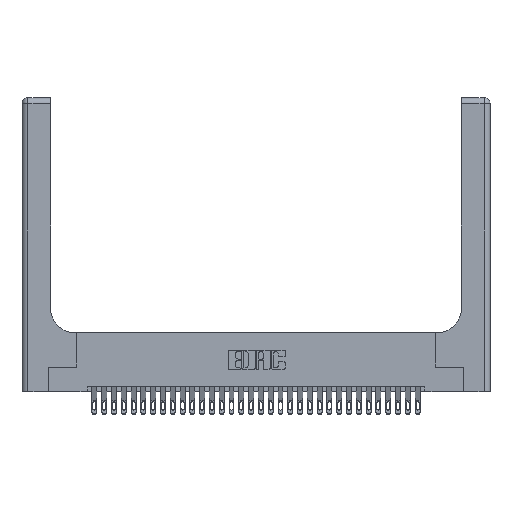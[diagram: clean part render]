
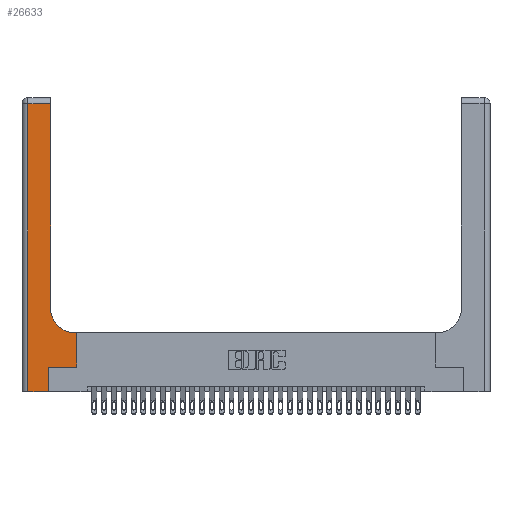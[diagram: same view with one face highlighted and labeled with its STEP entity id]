
A CAD part, top view. The second image highlights one B-rep face of the part: STEP entity #26633.
In plain terms, the highlighted planar face has unit normal (0, 0, 1).
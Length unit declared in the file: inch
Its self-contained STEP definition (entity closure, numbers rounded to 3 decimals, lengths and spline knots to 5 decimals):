
#3 = DIRECTION ( 'NONE',  ( 0., -1., 0. ) ) ;
#650 = CARTESIAN_POINT ( 'NONE',  ( 0.5585, 0.25, 0.37 ) ) ;
#1535 = LINE ( 'NONE', #29419, #25645 ) ;
#1579 = ORIENTED_EDGE ( 'NONE', *, *, #17303, .T. ) ;
#1965 = ORIENTED_EDGE ( 'NONE', *, *, #10319, .T. ) ;
#2466 = DIRECTION ( 'NONE',  ( -1., 0., 0. ) ) ;
#2579 = ORIENTED_EDGE ( 'NONE', *, *, #33215, .T. ) ;
#2687 = DIRECTION ( 'NONE',  ( -1., 0., 0. ) ) ;
#3612 = CARTESIAN_POINT ( 'NONE',  ( 0.5415, 0.6, 0.37 ) ) ;
#3625 = EDGE_CURVE ( 'NONE', #28702, #15407, #14908, .T. ) ;
#4131 = CARTESIAN_POINT ( 'NONE',  ( 0.269, 0.25, 0.37 ) ) ;
#4519 = DIRECTION ( 'NONE',  ( 1., 0., 0. ) ) ;
#4848 = CARTESIAN_POINT ( 'NONE',  ( 0.5415, 0.85, 0.37 ) ) ;
#5277 = ORIENTED_EDGE ( 'NONE', *, *, #29049, .T. ) ;
#5731 = DIRECTION ( 'NONE',  ( 0., 1., 0. ) ) ;
#5785 = AXIS2_PLACEMENT_3D ( 'NONE', #4848, #15171, #4519 ) ;
#6129 = CARTESIAN_POINT ( 'NONE',  ( 0.06, 2.94, 0.37 ) ) ;
#6795 = DIRECTION ( 'NONE',  ( 1., 0., 0. ) ) ;
#7125 = VECTOR ( 'NONE', #19783, 39.37008 ) ;
#7657 = CARTESIAN_POINT ( 'NONE',  ( 0.06, 3., 0.37 ) ) ;
#7936 = EDGE_CURVE ( 'NONE', #15407, #17154, #9015, .T. ) ;
#9015 = CIRCLE ( 'NONE', #5785, 0.25 ) ;
#9174 = LINE ( 'NONE', #15193, #20455 ) ;
#9237 = EDGE_LOOP ( 'NONE', ( #1579, #2579, #1965, #20473, #31546, #13332, #5277, #13634, #22008 ) ) ;
#9687 = CARTESIAN_POINT ( 'NONE',  ( 0.06, 0., 0.37 ) ) ;
#9891 = CARTESIAN_POINT ( 'NONE',  ( 0.5585, 0.6, 0.37 ) ) ;
#10319 = EDGE_CURVE ( 'NONE', #24474, #21489, #13907, .T. ) ;
#10364 = PLANE ( 'NONE',  #30199 ) ;
#10612 = VERTEX_POINT ( 'NONE', #28818 ) ;
#11955 = VERTEX_POINT ( 'NONE', #23731 ) ;
#12592 = LINE ( 'NONE', #25865, #25064 ) ;
#12631 = LINE ( 'NONE', #650, #17509 ) ;
#12929 = DIRECTION ( 'NONE',  ( -1., 0., 0. ) ) ;
#13332 = ORIENTED_EDGE ( 'NONE', *, *, #16202, .T. ) ;
#13501 = VECTOR ( 'NONE', #3, 39.37008 ) ;
#13634 = ORIENTED_EDGE ( 'NONE', *, *, #3625, .T. ) ;
#13907 = LINE ( 'NONE', #7657, #13501 ) ;
#13947 = DIRECTION ( 'NONE',  ( 0., 1., 0. ) ) ;
#14540 = CARTESIAN_POINT ( 'NONE',  ( 0., 0., 0.37 ) ) ;
#14908 = LINE ( 'NONE', #25625, #32983 ) ;
#15171 = DIRECTION ( 'NONE',  ( 0., 0., -1. ) ) ;
#15193 = CARTESIAN_POINT ( 'NONE',  ( 0., 2.94, 0.37 ) ) ;
#15407 = VERTEX_POINT ( 'NONE', #3612 ) ;
#15922 = CARTESIAN_POINT ( 'NONE',  ( 0.269, 0., 0.37 ) ) ;
#16202 = EDGE_CURVE ( 'NONE', #11955, #10612, #18823, .T. ) ;
#16751 = VERTEX_POINT ( 'NONE', #15922 ) ;
#17154 = VERTEX_POINT ( 'NONE', #22949 ) ;
#17303 = EDGE_CURVE ( 'NONE', #17154, #22560, #12592, .T. ) ;
#17509 = VECTOR ( 'NONE', #5731, 39.37008 ) ;
#18823 = LINE ( 'NONE', #4131, #7125 ) ;
#19780 = LINE ( 'NONE', #14540, #20162 ) ;
#19783 = DIRECTION ( 'NONE',  ( 1., 0., 0. ) ) ;
#20162 = VECTOR ( 'NONE', #6795, 39.37008 ) ;
#20455 = VECTOR ( 'NONE', #2687, 39.37008 ) ;
#20473 = ORIENTED_EDGE ( 'NONE', *, *, #24660, .T. ) ;
#20943 = DIRECTION ( 'NONE',  ( 0., 0., -1. ) ) ;
#21489 = VERTEX_POINT ( 'NONE', #9687 ) ;
#22008 = ORIENTED_EDGE ( 'NONE', *, *, #7936, .T. ) ;
#22560 = VERTEX_POINT ( 'NONE', #24229 ) ;
#22949 = CARTESIAN_POINT ( 'NONE',  ( 0.2915, 0.85, 0.37 ) ) ;
#23731 = CARTESIAN_POINT ( 'NONE',  ( 0.269, 0.25, 0.37 ) ) ;
#24229 = CARTESIAN_POINT ( 'NONE',  ( 0.2915, 2.94, 0.37 ) ) ;
#24474 = VERTEX_POINT ( 'NONE', #6129 ) ;
#24507 = DIRECTION ( 'NONE',  ( 0., 1., 0. ) ) ;
#24660 = EDGE_CURVE ( 'NONE', #21489, #16751, #19780, .T. ) ;
#25064 = VECTOR ( 'NONE', #13947, 39.37008 ) ;
#25625 = CARTESIAN_POINT ( 'NONE',  ( 0.2915, 0.6, 0.37 ) ) ;
#25645 = VECTOR ( 'NONE', #24507, 39.37008 ) ;
#25865 = CARTESIAN_POINT ( 'NONE',  ( 0.2915, 3., 0.37 ) ) ;
#25977 = CARTESIAN_POINT ( 'NONE',  ( 0., 3., 0.37 ) ) ;
#26633 = ADVANCED_FACE ( 'NONE', ( #32869 ), #10364, .F. ) ;
#27023 = EDGE_CURVE ( 'NONE', #16751, #11955, #1535, .T. ) ;
#28702 = VERTEX_POINT ( 'NONE', #9891 ) ;
#28818 = CARTESIAN_POINT ( 'NONE',  ( 0.5585, 0.25, 0.37 ) ) ;
#29049 = EDGE_CURVE ( 'NONE', #10612, #28702, #12631, .T. ) ;
#29419 = CARTESIAN_POINT ( 'NONE',  ( 0.269, 0., 0.37 ) ) ;
#30199 = AXIS2_PLACEMENT_3D ( 'NONE', #25977, #20943, #12929 ) ;
#31546 = ORIENTED_EDGE ( 'NONE', *, *, #27023, .T. ) ;
#32869 = FACE_OUTER_BOUND ( 'NONE', #9237, .T. ) ;
#32983 = VECTOR ( 'NONE', #2466, 39.37008 ) ;
#33215 = EDGE_CURVE ( 'NONE', #22560, #24474, #9174, .T. ) ;
